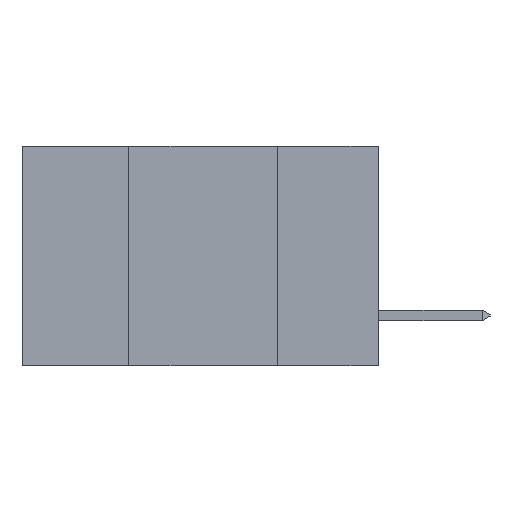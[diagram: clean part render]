
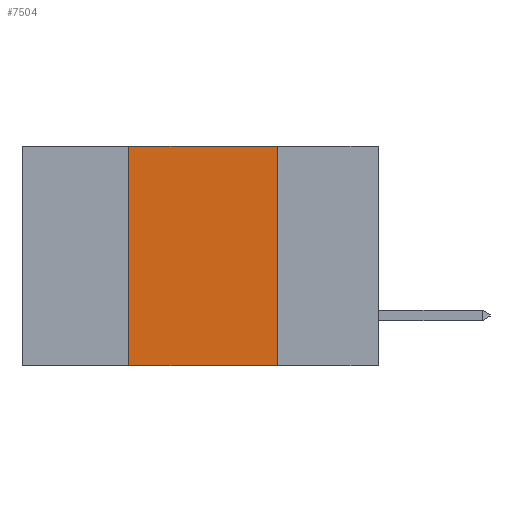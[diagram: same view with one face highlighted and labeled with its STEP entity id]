
A CAD part, left-side view. The second image highlights one B-rep face of the part: STEP entity #7504.
In plain terms, the highlighted planar face has unit normal (-1, 0, 0).
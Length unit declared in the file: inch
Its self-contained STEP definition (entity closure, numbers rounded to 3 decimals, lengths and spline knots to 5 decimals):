
#1909 = DIRECTION ( 'NONE',  ( 0., -1., 0. ) ) ;
#2492 = CARTESIAN_POINT ( 'NONE',  ( 0., 0.6, 0. ) ) ;
#2554 = CARTESIAN_POINT ( 'NONE',  ( 0., 0.6, -0.37 ) ) ;
#3429 = VERTEX_POINT ( 'NONE', #19810 ) ;
#4583 = DIRECTION ( 'NONE',  ( 1., 0., 0. ) ) ;
#5836 = AXIS2_PLACEMENT_3D ( 'NONE', #2492, #4583, #19307 ) ;
#6067 = CARTESIAN_POINT ( 'NONE',  ( 0., 0.17, -0.37 ) ) ;
#7504 = ADVANCED_FACE ( 'NONE', ( #25929 ), #17150, .F. ) ;
#9705 = VECTOR ( 'NONE', #21180, 39.37008 ) ;
#9748 = VECTOR ( 'NONE', #1909, 39.37008 ) ;
#11384 = CARTESIAN_POINT ( 'NONE',  ( 0., 0.17, 0. ) ) ;
#12775 = CARTESIAN_POINT ( 'NONE',  ( 0., 0.42, 0. ) ) ;
#13891 = CARTESIAN_POINT ( 'NONE',  ( 0., 0.42, 0. ) ) ;
#16083 = VECTOR ( 'NONE', #23994, 39.37008 ) ;
#16545 = CARTESIAN_POINT ( 'NONE',  ( 0., 0.6, 0. ) ) ;
#17150 = PLANE ( 'NONE',  #5836 ) ;
#18018 = LINE ( 'NONE', #2554, #21638 ) ;
#18289 = EDGE_LOOP ( 'NONE', ( #22558, #25196, #23505, #20581 ) ) ;
#19307 = DIRECTION ( 'NONE',  ( 0., 0., -1. ) ) ;
#19371 = DIRECTION ( 'NONE',  ( 0., -1., 0. ) ) ;
#19810 = CARTESIAN_POINT ( 'NONE',  ( 0., 0.42, -0.37 ) ) ;
#20581 = ORIENTED_EDGE ( 'NONE', *, *, #25271, .T. ) ;
#20616 = VERTEX_POINT ( 'NONE', #21747 ) ;
#20762 = VERTEX_POINT ( 'NONE', #13891 ) ;
#20957 = LINE ( 'NONE', #16545, #9748 ) ;
#21180 = DIRECTION ( 'NONE',  ( 0., 0., 1. ) ) ;
#21638 = VECTOR ( 'NONE', #19371, 39.37008 ) ;
#21747 = CARTESIAN_POINT ( 'NONE',  ( 0., 0.17, 0. ) ) ;
#22403 = LINE ( 'NONE', #11384, #16083 ) ;
#22558 = ORIENTED_EDGE ( 'NONE', *, *, #23985, .F. ) ;
#23505 = ORIENTED_EDGE ( 'NONE', *, *, #27169, .F. ) ;
#23985 = EDGE_CURVE ( 'NONE', #20616, #25694, #22403, .T. ) ;
#23994 = DIRECTION ( 'NONE',  ( 0., 0., -1. ) ) ;
#25196 = ORIENTED_EDGE ( 'NONE', *, *, #25676, .F. ) ;
#25271 = EDGE_CURVE ( 'NONE', #3429, #25694, #18018, .T. ) ;
#25676 = EDGE_CURVE ( 'NONE', #20762, #20616, #20957, .T. ) ;
#25694 = VERTEX_POINT ( 'NONE', #6067 ) ;
#25929 = FACE_OUTER_BOUND ( 'NONE', #18289, .T. ) ;
#26487 = LINE ( 'NONE', #12775, #9705 ) ;
#27169 = EDGE_CURVE ( 'NONE', #3429, #20762, #26487, .T. ) ;
